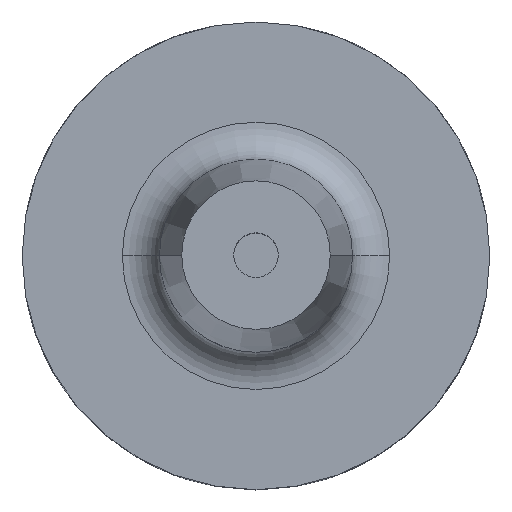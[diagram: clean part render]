
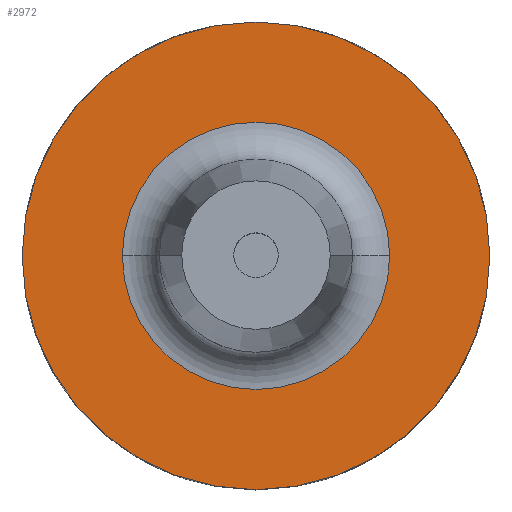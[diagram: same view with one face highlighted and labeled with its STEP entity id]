
A CAD part, top view. The second image highlights one B-rep face of the part: STEP entity #2972.
In plain terms, the highlighted planar face has unit normal (0, 0, 1).
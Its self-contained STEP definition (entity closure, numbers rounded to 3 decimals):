
#138 = CIRCLE ( 'NONE', #2314, 31.5 ) ;
#271 = EDGE_CURVE ( 'NONE', #2679, #3104, #2623, .T. ) ;
#342 = DIRECTION ( 'NONE',  ( -1., 0., 0. ) ) ;
#431 = DIRECTION ( 'NONE',  ( -1., 0., 0. ) ) ;
#476 = ORIENTED_EDGE ( 'NONE', *, *, #271, .T. ) ;
#767 = AXIS2_PLACEMENT_3D ( 'NONE', #3642, #3578, #4273 ) ;
#885 = PLANE ( 'NONE',  #1152 ) ;
#1152 = AXIS2_PLACEMENT_3D ( 'NONE', #3132, #3538, #1272 ) ;
#1194 = EDGE_LOOP ( 'NONE', ( #2254, #4181 ) ) ;
#1251 = DIRECTION ( 'NONE',  ( 0., 0., 1. ) ) ;
#1272 = DIRECTION ( 'NONE',  ( -1., 0., 0. ) ) ;
#1294 = EDGE_CURVE ( 'NONE', #3104, #2679, #3338, .T. ) ;
#1305 = AXIS2_PLACEMENT_3D ( 'NONE', #2727, #1603, #431 ) ;
#1603 = DIRECTION ( 'NONE',  ( 0., 0., -1. ) ) ;
#1613 = CARTESIAN_POINT ( 'NONE',  ( -31.5, 0., 22. ) ) ;
#1632 = EDGE_CURVE ( 'NONE', #3364, #4919, #4766, .T. ) ;
#2123 = EDGE_LOOP ( 'NONE', ( #2564, #476 ) ) ;
#2254 = ORIENTED_EDGE ( 'NONE', *, *, #1632, .T. ) ;
#2314 = AXIS2_PLACEMENT_3D ( 'NONE', #3515, #1251, #3903 ) ;
#2347 = AXIS2_PLACEMENT_3D ( 'NONE', #4664, #3861, #342 ) ;
#2564 = ORIENTED_EDGE ( 'NONE', *, *, #1294, .T. ) ;
#2623 = CIRCLE ( 'NONE', #2347, 18. ) ;
#2679 = VERTEX_POINT ( 'NONE', #3511 ) ;
#2727 = CARTESIAN_POINT ( 'NONE',  ( 0., 0., 22. ) ) ;
#2866 = CARTESIAN_POINT ( 'NONE',  ( -18., 0., 22. ) ) ;
#2972 = ADVANCED_FACE ( 'NONE', ( #3101, #4130 ), #885, .F. ) ;
#3101 = FACE_BOUND ( 'NONE', #2123, .T. ) ;
#3104 = VERTEX_POINT ( 'NONE', #2866 ) ;
#3132 = CARTESIAN_POINT ( 'NONE',  ( 0., 0., 22. ) ) ;
#3338 = CIRCLE ( 'NONE', #1305, 18. ) ;
#3364 = VERTEX_POINT ( 'NONE', #3719 ) ;
#3511 = CARTESIAN_POINT ( 'NONE',  ( 18., 0., 22. ) ) ;
#3515 = CARTESIAN_POINT ( 'NONE',  ( 0., 0., 22. ) ) ;
#3538 = DIRECTION ( 'NONE',  ( 0., 0., -1. ) ) ;
#3573 = EDGE_CURVE ( 'NONE', #4919, #3364, #138, .T. ) ;
#3578 = DIRECTION ( 'NONE',  ( 0., 0., 1. ) ) ;
#3642 = CARTESIAN_POINT ( 'NONE',  ( 0., 0., 22. ) ) ;
#3719 = CARTESIAN_POINT ( 'NONE',  ( 31.5, 0., 22. ) ) ;
#3861 = DIRECTION ( 'NONE',  ( 0., 0., -1. ) ) ;
#3903 = DIRECTION ( 'NONE',  ( 1., 0., 0. ) ) ;
#4130 = FACE_OUTER_BOUND ( 'NONE', #1194, .T. ) ;
#4181 = ORIENTED_EDGE ( 'NONE', *, *, #3573, .T. ) ;
#4273 = DIRECTION ( 'NONE',  ( 1., 0., 0. ) ) ;
#4664 = CARTESIAN_POINT ( 'NONE',  ( 0., 0., 22. ) ) ;
#4766 = CIRCLE ( 'NONE', #767, 31.5 ) ;
#4919 = VERTEX_POINT ( 'NONE', #1613 ) ;
